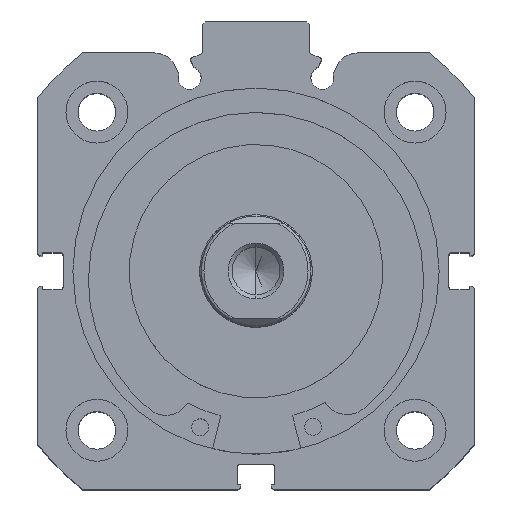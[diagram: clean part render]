
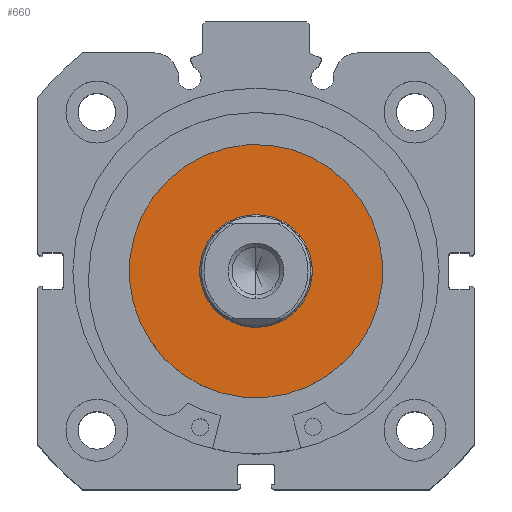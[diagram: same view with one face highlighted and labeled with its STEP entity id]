
A CAD part, top view. The second image highlights one B-rep face of the part: STEP entity #660.
In plain terms, the highlighted face is planar.
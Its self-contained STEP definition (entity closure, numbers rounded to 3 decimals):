
#3 = ORIENTED_EDGE ( 'NONE', *, *, #7089, .T. ) ;
#10 = ORIENTED_EDGE ( 'NONE', *, *, #7152, .F. ) ;
#15 = ORIENTED_EDGE ( 'NONE', *, *, #7026, .T. ) ;
#25 = ORIENTED_EDGE ( 'NONE', *, *, #7035, .F. ) ;
#660 = ADVANCED_FACE ( 'NONE', ( #2289, #2300 ), #5596, .F. ) ;
#1245 = AXIS2_PLACEMENT_3D ( 'NONE', #5158, #5661, #5630 ) ;
#1551 = AXIS2_PLACEMENT_3D ( 'NONE', #4099, #4100, #4101 ) ;
#1558 = AXIS2_PLACEMENT_3D ( 'NONE', #4129, #4131, #4132 ) ;
#1580 = AXIS2_PLACEMENT_3D ( 'NONE', #4272, #4280, #4281 ) ;
#1619 = AXIS2_PLACEMENT_3D ( 'NONE', #4452, #4460, #4461 ) ;
#1846 = EDGE_LOOP ( 'NONE', ( #3, #15 ) ) ;
#1854 = EDGE_LOOP ( 'NONE', ( #25, #10 ) ) ;
#2289 = FACE_BOUND ( 'NONE', #1854, .T. ) ;
#2300 = FACE_OUTER_BOUND ( 'NONE', #1846, .T. ) ;
#3156 = CIRCLE ( 'NONE', #1551, 22.5 ) ;
#3167 = CIRCLE ( 'NONE', #1558, 10. ) ;
#3239 = CIRCLE ( 'NONE', #1580, 22.5 ) ;
#3326 = CIRCLE ( 'NONE', #1619, 10. ) ;
#3745 = CARTESIAN_POINT ( 'NONE',  ( 0., 0., 10. ) ) ;
#3748 = CARTESIAN_POINT ( 'NONE',  ( 0., 0., -10. ) ) ;
#3751 = CARTESIAN_POINT ( 'NONE',  ( 0., 0., -22.5 ) ) ;
#3752 = CARTESIAN_POINT ( 'NONE',  ( 0., 0., 22.5 ) ) ;
#4099 = CARTESIAN_POINT ( 'NONE',  ( 0., 0., 0. ) ) ;
#4100 = DIRECTION ( 'NONE',  ( -1., 0., 0. ) ) ;
#4101 = DIRECTION ( 'NONE',  ( 0., 0., 1. ) ) ;
#4129 = CARTESIAN_POINT ( 'NONE',  ( 0., 0., 0. ) ) ;
#4131 = DIRECTION ( 'NONE',  ( -1., 0., 0. ) ) ;
#4132 = DIRECTION ( 'NONE',  ( 0., 0., 1. ) ) ;
#4272 = CARTESIAN_POINT ( 'NONE',  ( 0., 0., 0. ) ) ;
#4280 = DIRECTION ( 'NONE',  ( -1., 0., 0. ) ) ;
#4281 = DIRECTION ( 'NONE',  ( 0., 0., 1. ) ) ;
#4452 = CARTESIAN_POINT ( 'NONE',  ( 0., 0., 0. ) ) ;
#4460 = DIRECTION ( 'NONE',  ( -1., 0., 0. ) ) ;
#4461 = DIRECTION ( 'NONE',  ( 0., 0., 1. ) ) ;
#5158 = CARTESIAN_POINT ( 'NONE',  ( 0., 22.5, 0. ) ) ;
#5596 = PLANE ( 'NONE',  #1245 ) ;
#5630 = DIRECTION ( 'NONE',  ( 0., 0., -1. ) ) ;
#5661 = DIRECTION ( 'NONE',  ( 1., 0., 0. ) ) ;
#6733 = VERTEX_POINT ( 'NONE', #3745 ) ;
#6736 = VERTEX_POINT ( 'NONE', #3748 ) ;
#6739 = VERTEX_POINT ( 'NONE', #3751 ) ;
#6740 = VERTEX_POINT ( 'NONE', #3752 ) ;
#7026 = EDGE_CURVE ( 'NONE', #6739, #6740, #3156, .T. ) ;
#7035 = EDGE_CURVE ( 'NONE', #6733, #6736, #3167, .T. ) ;
#7089 = EDGE_CURVE ( 'NONE', #6740, #6739, #3239, .T. ) ;
#7152 = EDGE_CURVE ( 'NONE', #6736, #6733, #3326, .T. ) ;
